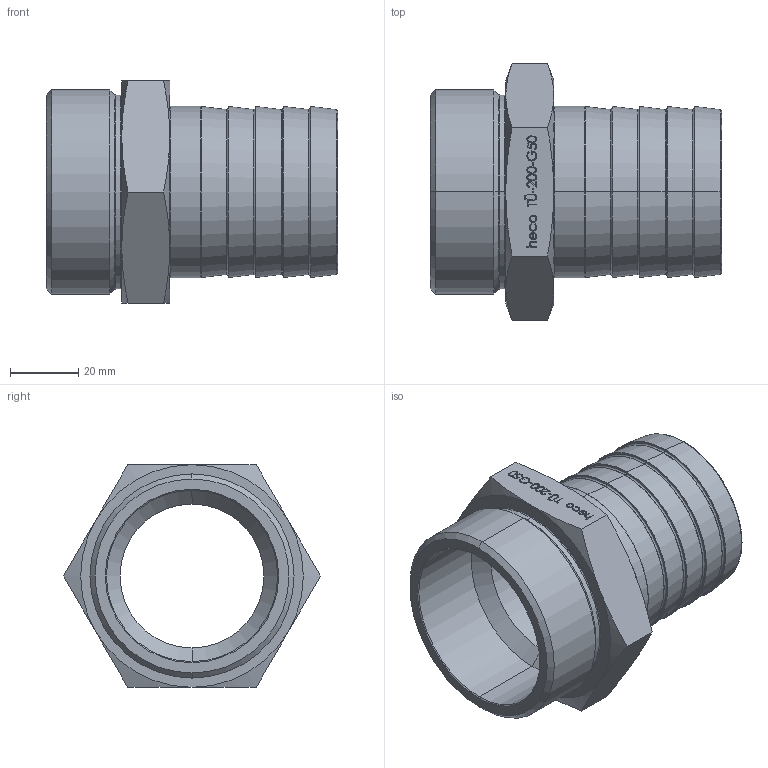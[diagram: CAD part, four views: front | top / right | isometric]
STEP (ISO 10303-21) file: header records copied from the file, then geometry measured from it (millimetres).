
FILE_DESCRIPTION (( 'STEP AP214' ), '1' );
FILE_NAME ('TÜ-200-G50-x Schlauchtülle 6Kt zyl 1806.STEP', '2018-06-04T11:24:58', ( '' ), ( '' ), 'SwSTEP 2.0', 'SolidWorks 2016', '' );
FILE_SCHEMA (( 'AUTOMOTIVE_DESIGN' ));
Length unit declared in the file: millimetre
Products named in the file (1): TÜ-200-G50-x Schlauchtülle 6Kt zyl 1806
Bounding box: 85 x 75.06 x 65 mm (x, y, z)
Volume: 72930 mm3; surface area: 31069.3 mm2
Topology: 1 solids, 1 shells, 258 faces, 629 edges, 396 vertices
Faces by surface type: bspline 100, plane 82, cone 40, torus 26, cylinder 10
Entity records: 15360 total; most frequent: CARTESIAN_POINT 8096, ORIENTED_EDGE 1258, DIRECTION 831, EDGE_CURVE 629, VERTEX_POINT 396, VECTOR 297, LINE 297, EDGE_LOOP 283
